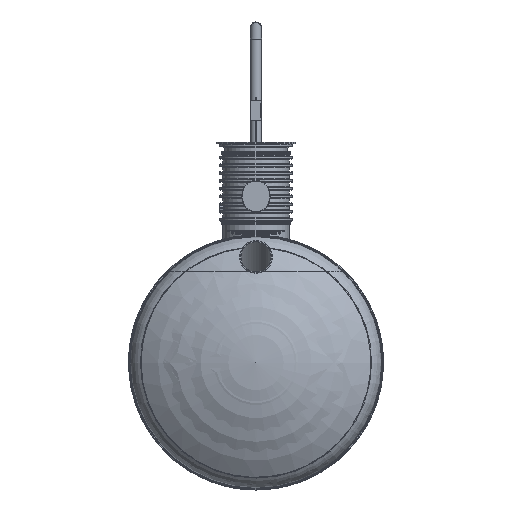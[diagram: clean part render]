
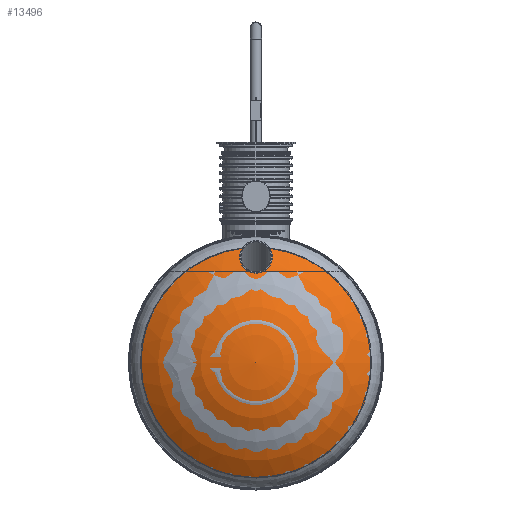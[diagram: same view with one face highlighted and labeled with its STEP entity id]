
A CAD part, front view. The second image highlights one B-rep face of the part: STEP entity #13496.
In plain terms, the highlighted toroidal (fillet/blend) face has major radius 3.957 mm and minor radius 2000 mm.
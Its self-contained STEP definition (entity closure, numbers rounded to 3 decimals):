
#2025=VERTEX_LOOP('',#8239);
#2027=DEGENERATE_TOROIDAL_SURFACE('',#14879,3.957,2000.,.F.);
#2037=B_SPLINE_CURVE_WITH_KNOTS('',3,(#20847,#20848,#20849,#20850,#20851,
#20852,#20853,#20854,#20855,#20856,#20857,#20858,#20859,#20860,#20861,#20862,
#20863,#20864,#20865,#20866,#20867,#20868,#20869,#20870,#20871,#20872,#20873,
#20874,#20875,#20876,#20877,#20878,#20879,#20880,#20881,#20882,#20883,#20884,
#20885,#20886,#20887,#20888,#20889,#20890,#20891,#20892,#20893,#20894,#20895,
#20896,#20897,#20898),.UNSPECIFIED.,.F.,.F.,(4,1,1,1,1,1,1,1,1,1,1,1,1,
1,1,1,1,1,1,1,1,1,1,1,1,1,1,1,1,1,1,1,1,1,1,1,1,1,1,1,1,1,1,1,1,1,1,1,1,
4),(0.,0.024,0.047,0.071,
0.083,0.095,0.119,0.142,
0.154,0.166,0.19,0.213,
0.225,0.237,0.261,0.273,
0.284,0.296,0.308,0.32,
0.332,0.344,0.356,0.367,
0.379,0.391,0.403,0.415,
0.427,0.438,0.45,0.462,
0.474,0.486,0.498,0.51,
0.521,0.533,0.545,0.569,
0.581,0.593,0.616,0.64,
0.652,0.664,0.687,0.711,0.735,
0.758),.UNSPECIFIED.);
#2593=ORIENTED_EDGE('',*,*,#6356,.F.);
#2594=ORIENTED_EDGE('',*,*,#6357,.T.);
#6356=EDGE_CURVE('',#8237,#8238,#9618,.T.);
#6357=EDGE_CURVE('',#8237,#8238,#2037,.T.);
#8237=VERTEX_POINT('',#20845);
#8238=VERTEX_POINT('',#20846);
#8239=VERTEX_POINT('',#20899);
#9618=CIRCLE('',#14880,1151.714);
#10430=EDGE_LOOP('',(#2593,#2594));
#11852=FACE_BOUND('',#10430,.T.);
#11853=FACE_BOUND('',#2025,.T.);
#13496=ADVANCED_FACE('',(#11852,#11853),#2027,.F.);
#14879=AXIS2_PLACEMENT_3D('',#20843,#16681,#16682);
#14880=AXIS2_PLACEMENT_3D('',#20844,#16683,#16684);
#16681=DIRECTION('',(0.,0.,-1.));
#16682=DIRECTION('',(-1.,0.,0.));
#16683=DIRECTION('',(0.,0.,-1.));
#16684=DIRECTION('',(-1.,0.,0.));
#20843=CARTESIAN_POINT('',(0.,0.,-1552.241));
#20844=CARTESIAN_POINT('',(0.,0.,80.066));
#20845=CARTESIAN_POINT('',(127.76,1144.606,80.066));
#20846=CARTESIAN_POINT('',(-127.76,1144.606,80.066));
#20847=CARTESIAN_POINT('',(127.76,1144.606,80.066));
#20848=CARTESIAN_POINT('',(131.934,1138.817,83.812));
#20849=CARTESIAN_POINT('',(139.312,1126.936,91.473));
#20850=CARTESIAN_POINT('',(147.759,1108.277,103.42));
#20851=CARTESIAN_POINT('',(152.711,1092.085,113.712));
#20852=CARTESIAN_POINT('',(155.422,1078.68,122.185));
#20853=CARTESIAN_POINT('',(157.241,1065.216,130.663));
#20854=CARTESIAN_POINT('',(157.876,1048.379,141.205));
#20855=CARTESIAN_POINT('',(156.361,1031.529,151.679));
#20856=CARTESIAN_POINT('',(153.79,1017.998,160.043));
#20857=CARTESIAN_POINT('',(150.351,1004.721,168.22));
#20858=CARTESIAN_POINT('',(144.443,988.586,178.106));
#20859=CARTESIAN_POINT('',(136.358,973.116,187.521));
#20860=CARTESIAN_POINT('',(128.429,961.113,194.793));
#20861=CARTESIAN_POINT('',(119.652,949.636,201.725));
#20862=CARTESIAN_POINT('',(109.659,939.026,208.106));
#20863=CARTESIAN_POINT('',(98.38,929.333,213.913));
#20864=CARTESIAN_POINT('',(89.201,922.527,217.981));
#20865=CARTESIAN_POINT('',(79.57,916.418,221.625));
#20866=CARTESIAN_POINT('',(69.478,910.997,224.852));
#20867=CARTESIAN_POINT('',(58.919,906.281,227.655));
#20868=CARTESIAN_POINT('',(47.878,902.296,230.02));
#20869=CARTESIAN_POINT('',(36.31,899.087,231.922));
#20870=CARTESIAN_POINT('',(24.65,896.79,233.282));
#20871=CARTESIAN_POINT('',(12.834,895.374,234.121));
#20872=CARTESIAN_POINT('',(0.896,894.848,234.431));
#20873=CARTESIAN_POINT('',(-11.248,895.247,234.196));
#20874=CARTESIAN_POINT('',(-23.165,896.561,233.418));
#20875=CARTESIAN_POINT('',(-34.853,898.752,232.12));
#20876=CARTESIAN_POINT('',(-46.312,901.806,230.311));
#20877=CARTESIAN_POINT('',(-57.569,905.739,227.977));
#20878=CARTESIAN_POINT('',(-68.272,910.409,225.202));
#20879=CARTESIAN_POINT('',(-78.486,915.788,222.));
#20880=CARTESIAN_POINT('',(-88.215,921.854,218.383));
#20881=CARTESIAN_POINT('',(-97.457,928.601,214.351));
#20882=CARTESIAN_POINT('',(-105.995,935.828,210.022));
#20883=CARTESIAN_POINT('',(-113.907,943.543,205.389));
#20884=CARTESIAN_POINT('',(-121.195,951.713,200.47));
#20885=CARTESIAN_POINT('',(-127.891,960.362,195.248));
#20886=CARTESIAN_POINT('',(-135.85,972.254,188.045));
#20887=CARTESIAN_POINT('',(-142.443,984.668,180.492));
#20888=CARTESIAN_POINT('',(-147.737,997.577,172.597));
#20889=CARTESIAN_POINT('',(-152.157,1010.804,164.481));
#20890=CARTESIAN_POINT('',(-155.939,1027.466,154.202));
#20891=CARTESIAN_POINT('',(-157.547,1044.338,143.718));
#20892=CARTESIAN_POINT('',(-157.515,1058.004,135.179));
#20893=CARTESIAN_POINT('',(-156.598,1071.57,126.67));
#20894=CARTESIAN_POINT('',(-153.839,1088.226,116.164));
#20895=CARTESIAN_POINT('',(-147.967,1107.769,103.745));
#20896=CARTESIAN_POINT('',(-139.369,1126.862,91.521));
#20897=CARTESIAN_POINT('',(-131.936,1138.813,83.814));
#20898=CARTESIAN_POINT('',(-127.76,1144.606,80.066));
#20899=CARTESIAN_POINT('',(0.,0.,447.755));
